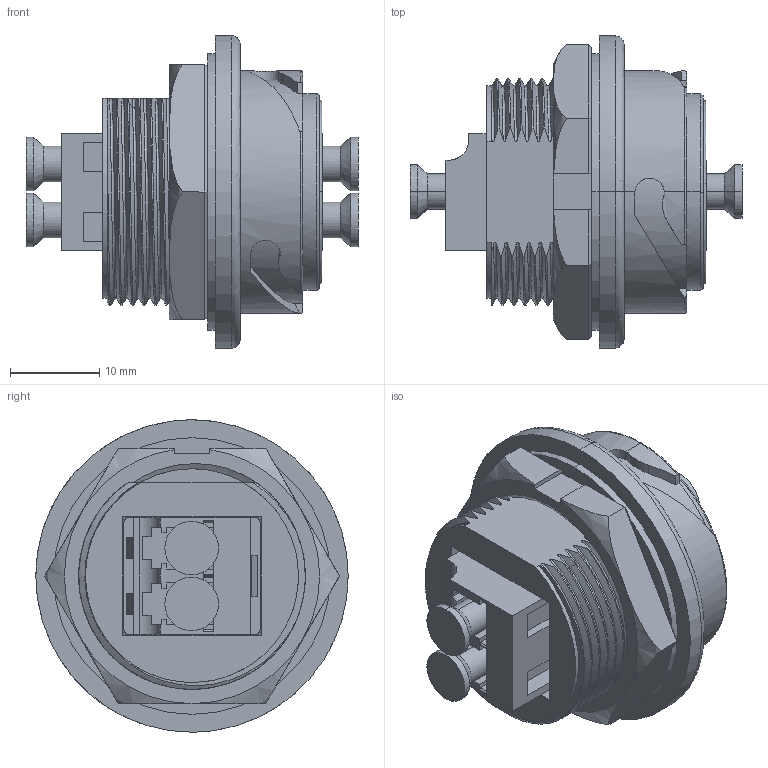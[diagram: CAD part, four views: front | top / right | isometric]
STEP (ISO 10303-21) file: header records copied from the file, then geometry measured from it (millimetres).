
FILE_DESCRIPTION (( 'STEP AP214' ), '1' );
FILE_NAME ('FIBER-D-LC-WTP-CS.STEP', '2015-01-05T15:41:03', ( 'test' ), ( '' ), 'SwSTEP 2.0', 'SolidWorks 2011', '' );
FILE_SCHEMA (( 'AUTOMOTIVE_DESIGN' ));
Length unit declared in the file: millimetre
Products named in the file (1): FIBER-D-LC-WTP-CS
Bounding box: 37.2 x 35 x 35 mm (x, y, z)
Volume: 12900.5 mm3; surface area: 12237.7 mm2
Topology: 8 solids, 9 shells, 507 faces, 1424 edges, 937 vertices
Faces by surface type: plane 317, cylinder 100, bspline 69, cone 21
Entity records: 38906 total; most frequent: CARTESIAN_POINT 21190, ORIENTED_EDGE 2848, DIRECTION 1982, EDGE_CURVE 1424, VERTEX_POINT 937, LINE 822, VECTOR 822, AXIS2_PLACEMENT_3D 580
